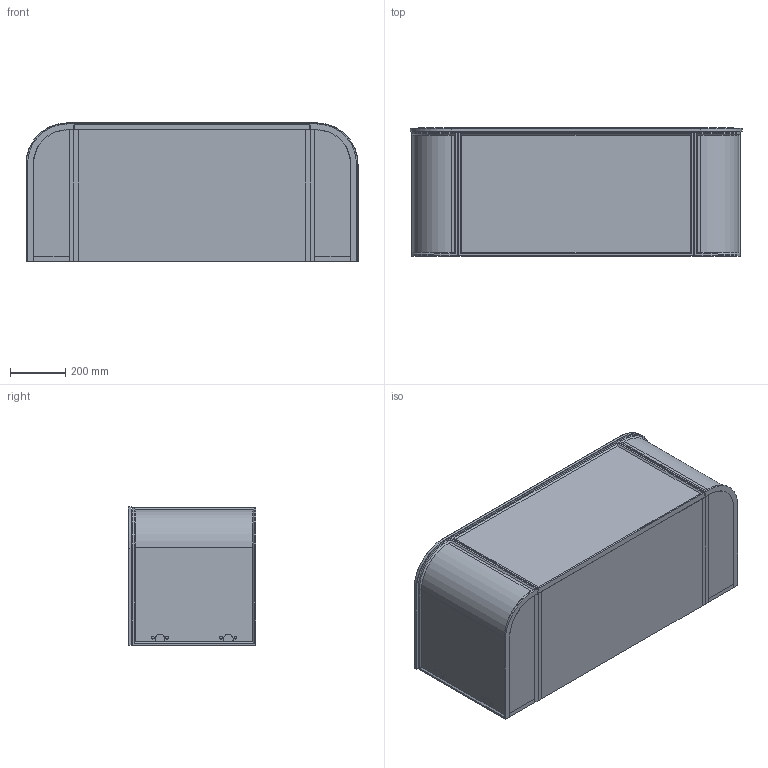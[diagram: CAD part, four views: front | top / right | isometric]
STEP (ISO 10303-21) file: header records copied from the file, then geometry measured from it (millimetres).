
FILE_DESCRIPTION (( 'STEP AP214' ), '1' );
FILE_NAME ('2355619.STEP', '2023-09-28T23:40:21', ( '' ), ( '' ), 'SwSTEP 2.0', 'SolidWorks 2021', '' );
FILE_SCHEMA (( 'AUTOMOTIVE_DESIGN' ));
Length unit declared in the file: millimetre
Products named in the file (11): 1200 Drawer Kado Era; 1200 Benchtop (12mm) DRAWER; 1200 INTERNAL Drawer Kado Era; End Carcass LEFT; 2355619; Kado Era 1200 Carcass (DRAWER); Kado Era 1200 (Drawer); End Carcass RIGHT; 1200 DRAWER Benchtop (12mm); Kado Era Curved End Panel
Assembly tree (11 placements, depth 4):
  2355619
    Kado Era 1200 (Drawer)
      Kado Era 1200 Carcass (DRAWER)
      End Carcass RIGHT
      Kado Era Curved End Panel  x2
      1200 INTERNAL Drawer Kado Era
      End Carcass LEFT
      1200 Drawer Kado Era
        1200 Drawer Kado Era
      1200 Benchtop (12mm) DRAWER
        1200 DRAWER Benchtop (12mm)
Bounding box: 1200 x 462 x 500 mm (x, y, z)
Volume: 69194683.9 mm3; surface area: 9950495.8 mm2
Topology: 36 solids, 36 shells, 363 faces, 810 edges, 532 vertices
Faces by surface type: plane 315, cylinder 40, cone 8
Entity records: 10876 total; most frequent: CARTESIAN_POINT 1538, DIRECTION 1454, ORIENTED_EDGE 1444, EDGE_CURVE 722, LINE 670, VECTOR 670, VERTEX_POINT 476, AXIS2_PLACEMENT_3D 392
